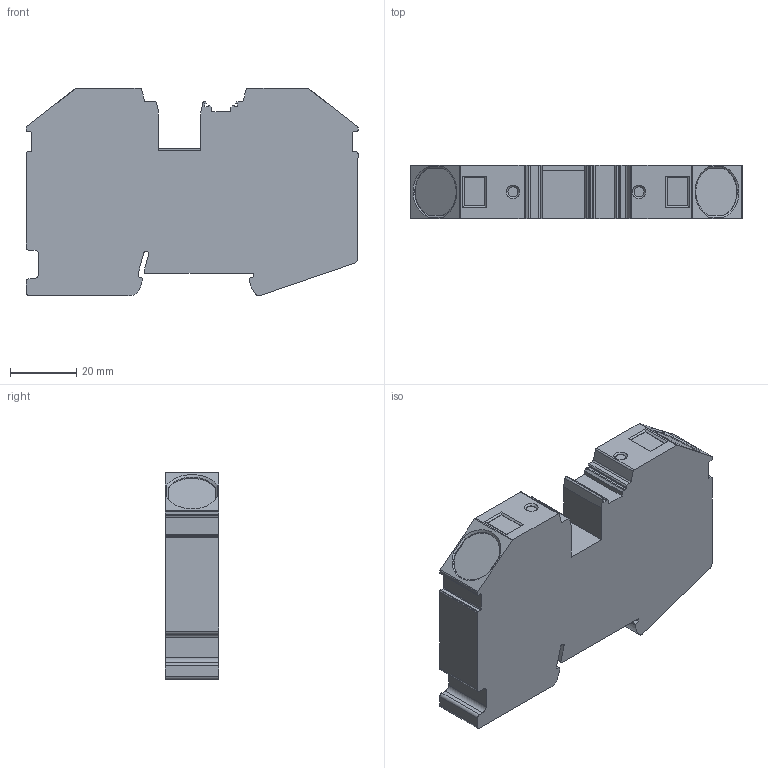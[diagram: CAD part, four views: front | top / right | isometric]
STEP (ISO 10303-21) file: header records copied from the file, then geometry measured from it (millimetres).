
FILE_DESCRIPTION( ( 'Unknown' ), '1' );
FILE_NAME( 'DPTN35 簡易3D 20230213.stp', 'Unknown', ( 'Unknown' ), ( 'Unknown' ), 'XStep 1.0', 'Unknown', ' ' );
FILE_SCHEMA( ( 'automotive_design' ) );
Length unit declared in the file: millimetre
Products named in the file (1): 1
Bounding box: 100 x 16 x 62.45 mm (x, y, z)
Volume: 84274.5 mm3; surface area: 16757.1 mm2
Topology: 1 solids, 1 shells, 146 faces, 410 edges, 272 vertices
Faces by surface type: plane 93, cylinder 47, bspline 4, cone 2
Full cylindrical faces by diameter (mm): 3 x2
Entity records: 6208 total; most frequent: CARTESIAN_POINT 1241, ORIENTED_EDGE 808, DIRECTION 764, EDGE_CURVE 404, LINE 286, VECTOR 286, VERTEX_POINT 270, AXIS2_PLACEMENT_3D 239
